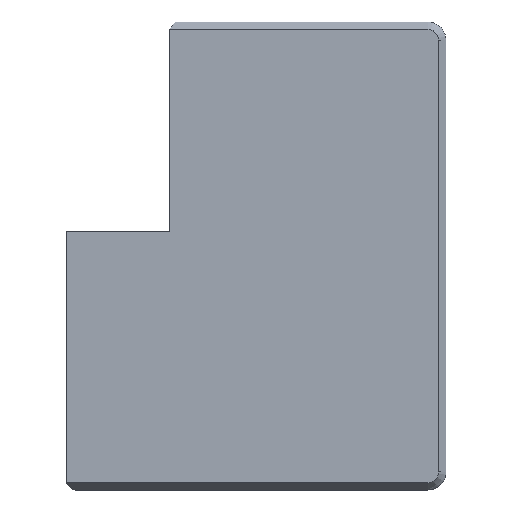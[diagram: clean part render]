
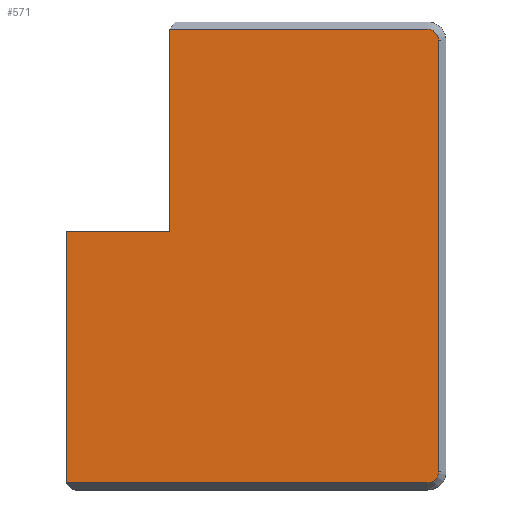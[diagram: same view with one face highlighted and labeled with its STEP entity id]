
A CAD part, top view. The second image highlights one B-rep face of the part: STEP entity #571.
In plain terms, the highlighted planar face has unit normal (0, 0, 1).
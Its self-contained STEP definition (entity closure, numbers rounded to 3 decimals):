
#19=B_SPLINE_CURVE_WITH_KNOTS('',3,(#1083,#1084,#1085,#1086,#1087,#1088,
#1089,#1090,#1091,#1092,#1093,#1094,#1095,#1096,#1097,#1098,#1099,#1100,
#1101,#1102,#1103,#1104,#1105,#1106,#1107,#1108,#1109,#1110,#1111,#1112,
#1113),.UNSPECIFIED.,.F.,.F.,(4,3,3,3,3,3,3,3,3,3,4),(2.276,
2.277,2.286,2.299,2.344,2.403,
2.532,2.871,3.201,3.325,3.446),
 .UNSPECIFIED.);
#21=B_SPLINE_CURVE_WITH_KNOTS('',3,(#1275,#1276,#1277,#1278,#1279,#1280,
#1281,#1282,#1283,#1284,#1285,#1286,#1287,#1288,#1289,#1290,#1291,#1292,
#1293,#1294,#1295,#1296,#1297,#1298,#1299,#1300,#1301,#1302,#1303,#1304,
#1305),.UNSPECIFIED.,.F.,.F.,(4,3,3,3,3,3,3,3,3,3,4),(1.371,
1.471,1.628,1.763,1.842,1.888,
1.915,1.938,1.945,1.949,1.951),
 .UNSPECIFIED.);
#53=PLANE('',#630);
#84=FACE_OUTER_BOUND('',#121,.T.);
#121=EDGE_LOOP('',(#513,#514,#515,#516,#517,#518,#519,#520));
#159=LINE('',#874,#218);
#168=LINE('',#938,#227);
#171=LINE('',#945,#230);
#174=LINE('',#949,#233);
#177=LINE('',#955,#236);
#180=LINE('',#1149,#239);
#218=VECTOR('',#730,10.);
#227=VECTOR('',#745,10.);
#230=VECTOR('',#750,10.);
#233=VECTOR('',#755,10.);
#236=VECTOR('',#760,10.);
#239=VECTOR('',#765,10.);
#287=VERTEX_POINT('',#871);
#288=VERTEX_POINT('',#873);
#296=VERTEX_POINT('',#937);
#298=VERTEX_POINT('',#942);
#299=VERTEX_POINT('',#944);
#301=VERTEX_POINT('',#953);
#303=VERTEX_POINT('',#1081);
#305=VERTEX_POINT('',#1147);
#351=EDGE_CURVE('',#288,#287,#159,.T.);
#362=EDGE_CURVE('',#288,#296,#168,.T.);
#365=EDGE_CURVE('',#299,#298,#171,.T.);
#368=EDGE_CURVE('',#287,#299,#174,.T.);
#371=EDGE_CURVE('',#301,#298,#177,.T.);
#373=EDGE_CURVE('',#303,#301,#19,.T.);
#376=EDGE_CURVE('',#305,#303,#180,.T.);
#378=EDGE_CURVE('',#296,#305,#21,.T.);
#513=ORIENTED_EDGE('',*,*,#371,.F.);
#514=ORIENTED_EDGE('',*,*,#373,.F.);
#515=ORIENTED_EDGE('',*,*,#376,.F.);
#516=ORIENTED_EDGE('',*,*,#378,.F.);
#517=ORIENTED_EDGE('',*,*,#362,.F.);
#518=ORIENTED_EDGE('',*,*,#351,.T.);
#519=ORIENTED_EDGE('',*,*,#368,.T.);
#520=ORIENTED_EDGE('',*,*,#365,.T.);
#571=ADVANCED_FACE('',(#84),#53,.T.);
#630=AXIS2_PLACEMENT_3D('',#1337,#767,#768);
#730=DIRECTION('',(0.,-1.,0.));
#745=DIRECTION('',(1.,0.,0.));
#750=DIRECTION('',(0.,-1.,0.));
#755=DIRECTION('',(-1.,0.,0.));
#760=DIRECTION('',(-1.,0.,0.));
#765=DIRECTION('',(0.,-1.,0.));
#767=DIRECTION('center_axis',(0.,0.,1.));
#768=DIRECTION('ref_axis',(-1.,0.,0.));
#871=CARTESIAN_POINT('',(8.,4.,47.6));
#873=CARTESIAN_POINT('',(8.,37.3,47.6));
#874=CARTESIAN_POINT('',(8.,38.5,47.6));
#937=CARTESIAN_POINT('',(50.5,37.3,47.6));
#938=CARTESIAN_POINT('',(36.375,37.3,47.6));
#942=CARTESIAN_POINT('',(-9.,-37.3,47.6));
#944=CARTESIAN_POINT('',(-9.,4.,47.6));
#945=CARTESIAN_POINT('',(-9.,4.,47.6));
#949=CARTESIAN_POINT('',(8.,4.,47.6));
#953=CARTESIAN_POINT('',(50.5,-37.3,47.6));
#955=CARTESIAN_POINT('',(6.625,-37.3,47.6));
#1081=CARTESIAN_POINT('',(52.3,-35.5,47.6));
#1083=CARTESIAN_POINT('Ctrl Pts',(52.3,-35.5,47.6));
#1084=CARTESIAN_POINT('Ctrl Pts',(52.3,-35.501,47.6));
#1085=CARTESIAN_POINT('Ctrl Pts',(52.3,-35.502,47.6));
#1086=CARTESIAN_POINT('Ctrl Pts',(52.3,-35.503,47.6));
#1087=CARTESIAN_POINT('Ctrl Pts',(52.3,-35.51,47.6));
#1088=CARTESIAN_POINT('Ctrl Pts',(52.3,-35.517,47.6));
#1089=CARTESIAN_POINT('Ctrl Pts',(52.3,-35.524,47.6));
#1090=CARTESIAN_POINT('Ctrl Pts',(52.3,-35.535,47.6));
#1091=CARTESIAN_POINT('Ctrl Pts',(52.299,-35.546,47.6));
#1092=CARTESIAN_POINT('Ctrl Pts',(52.299,-35.556,47.6));
#1093=CARTESIAN_POINT('Ctrl Pts',(52.298,-35.593,47.6));
#1094=CARTESIAN_POINT('Ctrl Pts',(52.296,-35.627,47.6));
#1095=CARTESIAN_POINT('Ctrl Pts',(52.293,-35.658,47.6));
#1096=CARTESIAN_POINT('Ctrl Pts',(52.289,-35.699,47.6));
#1097=CARTESIAN_POINT('Ctrl Pts',(52.285,-35.737,47.6));
#1098=CARTESIAN_POINT('Ctrl Pts',(52.28,-35.77,47.6));
#1099=CARTESIAN_POINT('Ctrl Pts',(52.269,-35.84,47.6));
#1100=CARTESIAN_POINT('Ctrl Pts',(52.253,-35.912,47.6));
#1101=CARTESIAN_POINT('Ctrl Pts',(52.239,-35.964,47.6));
#1102=CARTESIAN_POINT('Ctrl Pts',(52.201,-36.108,47.6));
#1103=CARTESIAN_POINT('Ctrl Pts',(52.139,-36.265,47.6));
#1104=CARTESIAN_POINT('Ctrl Pts',(52.048,-36.418,47.6));
#1105=CARTESIAN_POINT('Ctrl Pts',(51.957,-36.571,47.6));
#1106=CARTESIAN_POINT('Ctrl Pts',(51.781,-36.825,47.6));
#1107=CARTESIAN_POINT('Ctrl Pts',(51.444,-37.033,47.6));
#1108=CARTESIAN_POINT('Ctrl Pts',(51.318,-37.11,47.6));
#1109=CARTESIAN_POINT('Ctrl Pts',(51.178,-37.176,47.6));
#1110=CARTESIAN_POINT('Ctrl Pts',(51.017,-37.224,47.6));
#1111=CARTESIAN_POINT('Ctrl Pts',(50.86,-37.271,47.6));
#1112=CARTESIAN_POINT('Ctrl Pts',(50.69,-37.3,47.6));
#1113=CARTESIAN_POINT('Ctrl Pts',(50.5,-37.3,47.6));
#1147=CARTESIAN_POINT('',(52.3,35.5,47.6));
#1149=CARTESIAN_POINT('',(52.3,-17.75,47.6));
#1275=CARTESIAN_POINT('Ctrl Pts',(50.5,37.3,47.6));
#1276=CARTESIAN_POINT('Ctrl Pts',(50.685,37.3,47.6));
#1277=CARTESIAN_POINT('Ctrl Pts',(50.869,37.272,47.6));
#1278=CARTESIAN_POINT('Ctrl Pts',(51.048,37.215,47.6));
#1279=CARTESIAN_POINT('Ctrl Pts',(51.336,37.122,47.6));
#1280=CARTESIAN_POINT('Ctrl Pts',(51.548,36.983,47.6));
#1281=CARTESIAN_POINT('Ctrl Pts',(51.723,36.82,47.6));
#1282=CARTESIAN_POINT('Ctrl Pts',(51.87,36.685,47.6));
#1283=CARTESIAN_POINT('Ctrl Pts',(51.986,36.531,47.6));
#1284=CARTESIAN_POINT('Ctrl Pts',(52.074,36.373,47.6));
#1285=CARTESIAN_POINT('Ctrl Pts',(52.126,36.28,47.6));
#1286=CARTESIAN_POINT('Ctrl Pts',(52.171,36.178,47.6));
#1287=CARTESIAN_POINT('Ctrl Pts',(52.206,36.073,47.6));
#1288=CARTESIAN_POINT('Ctrl Pts',(52.226,36.015,47.6));
#1289=CARTESIAN_POINT('Ctrl Pts',(52.247,35.939,47.6));
#1290=CARTESIAN_POINT('Ctrl Pts',(52.262,35.868,47.6));
#1291=CARTESIAN_POINT('Ctrl Pts',(52.271,35.824,47.6));
#1292=CARTESIAN_POINT('Ctrl Pts',(52.281,35.769,47.6));
#1293=CARTESIAN_POINT('Ctrl Pts',(52.287,35.715,47.6));
#1294=CARTESIAN_POINT('Ctrl Pts',(52.293,35.668,47.6));
#1295=CARTESIAN_POINT('Ctrl Pts',(52.296,35.625,47.6));
#1296=CARTESIAN_POINT('Ctrl Pts',(52.298,35.581,47.6));
#1297=CARTESIAN_POINT('Ctrl Pts',(52.299,35.566,47.6));
#1298=CARTESIAN_POINT('Ctrl Pts',(52.299,35.551,47.6));
#1299=CARTESIAN_POINT('Ctrl Pts',(52.3,35.535,47.6));
#1300=CARTESIAN_POINT('Ctrl Pts',(52.3,35.527,47.6));
#1301=CARTESIAN_POINT('Ctrl Pts',(52.3,35.519,47.6));
#1302=CARTESIAN_POINT('Ctrl Pts',(52.3,35.511,47.6));
#1303=CARTESIAN_POINT('Ctrl Pts',(52.3,35.508,47.6));
#1304=CARTESIAN_POINT('Ctrl Pts',(52.3,35.504,47.6));
#1305=CARTESIAN_POINT('Ctrl Pts',(52.3,35.5,47.6));
#1337=CARTESIAN_POINT('Origin',(22.25,0.,47.6));
